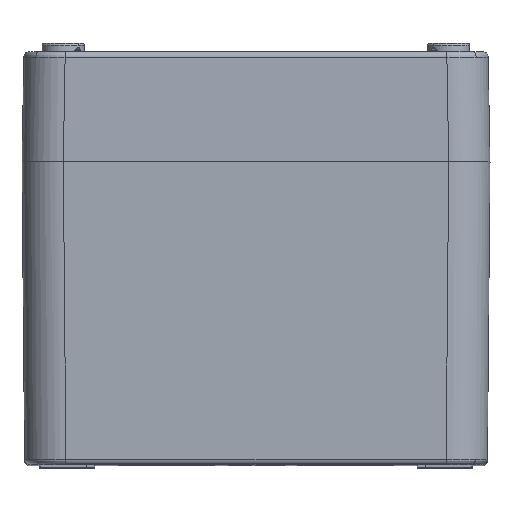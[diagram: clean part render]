
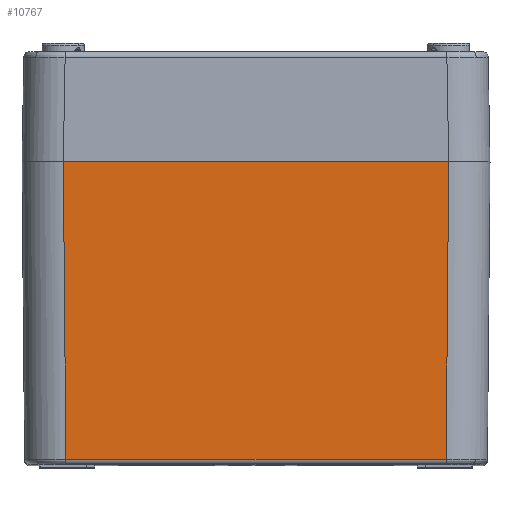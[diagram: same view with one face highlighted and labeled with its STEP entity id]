
A CAD part, top view. The second image highlights one B-rep face of the part: STEP entity #10767.
In plain terms, the highlighted planar face has unit normal (0, -0.009, 1).
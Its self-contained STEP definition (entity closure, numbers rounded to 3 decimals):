
#10105 = EDGE_CURVE ( 'NONE', #128526, #65738, #38469, .T. ) ;
#10258 = ORIENTED_EDGE ( 'NONE', *, *, #10290, .T. ) ;
#10266 = VERTEX_POINT ( 'NONE', #38529 ) ;
#10290 = EDGE_CURVE ( 'NONE', #10266, #128526, #38503, .T. ) ;
#10311 = ORIENTED_EDGE ( 'NONE', *, *, #10105, .T. ) ;
#10317 = ORIENTED_EDGE ( 'NONE', *, *, #65736, .F. ) ;
#10483 = EDGE_LOOP ( 'NONE', ( #10487, #10258, #10311, #10317 ) ) ;
#10487 = ORIENTED_EDGE ( 'NONE', *, *, #10536, .T. ) ;
#10536 = EDGE_CURVE ( 'NONE', #65728, #10266, #38725, .T. ) ;
#10767 = ADVANCED_FACE ( 'NONE', ( #38951 ), #38950, .T. ) ;
#37532 = VECTOR ( 'NONE', #38022, 1000. ) ;
#37541 = CARTESIAN_POINT ( 'NONE',  ( 69.041, -108.017, 134.057 ) ) ;
#38022 = DIRECTION ( 'NONE',  ( 1., 0., 0. ) ) ;
#38464 = DIRECTION ( 'NONE',  ( 0.009, 1., 0.009 ) ) ;
#38465 = VECTOR ( 'NONE', #38464, 1000. ) ;
#38467 = CARTESIAN_POINT ( 'NONE',  ( 69.989, -1.352, 134.988 ) ) ;
#38469 = LINE ( 'NONE', #38467, #38465 ) ;
#38503 = LINE ( 'NONE', #37541, #37532 ) ;
#38529 = CARTESIAN_POINT ( 'NONE',  ( -69.058, -108.017, 134.057 ) ) ;
#38719 = DIRECTION ( 'NONE',  ( 0.009, -1., -0.009 ) ) ;
#38721 = VECTOR ( 'NONE', #38719, 1000. ) ;
#38723 = CARTESIAN_POINT ( 'NONE',  ( -70.002, 0.131, 135.001 ) ) ;
#38725 = LINE ( 'NONE', #38723, #38721 ) ;
#38944 = DIRECTION ( 'NONE',  ( 0., -1., -0.009 ) ) ;
#38946 = DIRECTION ( 'NONE',  ( 0., -0.009, 1. ) ) ;
#38948 = CARTESIAN_POINT ( 'NONE',  ( -85., 0., 135. ) ) ;
#38949 = AXIS2_PLACEMENT_3D ( 'NONE', #38948, #38946, #38944 ) ;
#38950 = PLANE ( 'NONE',  #38949 ) ;
#38951 = FACE_OUTER_BOUND ( 'NONE', #10483, .T. ) ;
#60257 = CARTESIAN_POINT ( 'NONE',  ( 70.001, 0., 135. ) ) ;
#60258 = DIRECTION ( 'NONE',  ( 1., 0., 0. ) ) ;
#60259 = VECTOR ( 'NONE', #60258, 1000. ) ;
#60260 = CARTESIAN_POINT ( 'NONE',  ( -85., 0., 135. ) ) ;
#60262 = LINE ( 'NONE', #60260, #60259 ) ;
#60273 = CARTESIAN_POINT ( 'NONE',  ( -70.001, 0., 135. ) ) ;
#65728 = VERTEX_POINT ( 'NONE', #60273 ) ;
#65736 = EDGE_CURVE ( 'NONE', #65728, #65738, #60262, .T. ) ;
#65738 = VERTEX_POINT ( 'NONE', #60257 ) ;
#68127 = CARTESIAN_POINT ( 'NONE',  ( 69.058, -108.017, 134.057 ) ) ;
#128526 = VERTEX_POINT ( 'NONE', #68127 ) ;
